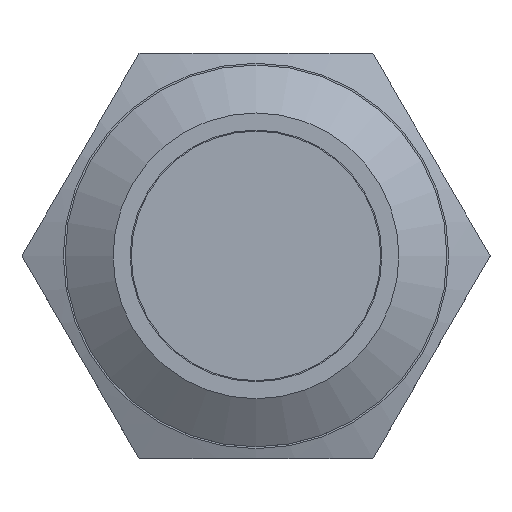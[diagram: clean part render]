
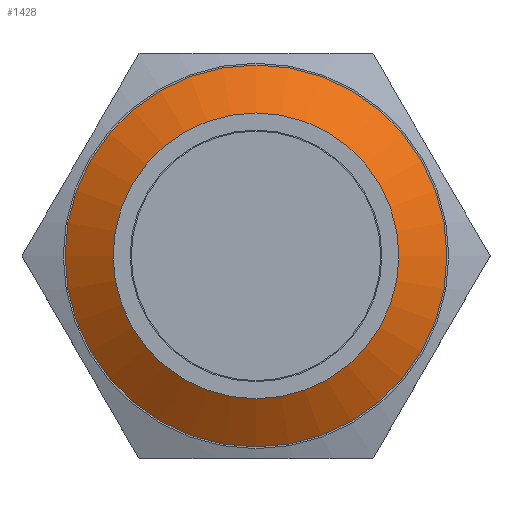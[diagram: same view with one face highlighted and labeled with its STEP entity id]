
A CAD part, top view. The second image highlights one B-rep face of the part: STEP entity #1428.
In plain terms, the highlighted conical face has half-angle 56.31 degrees and reference radius 6.7 mm.
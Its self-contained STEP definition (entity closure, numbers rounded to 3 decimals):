
#1086=CONICAL_SURFACE('',#3278,6.7,56.31);
#1428=ADVANCED_FACE('',(#1632,#1633),#1086,.T.);
#1632=FACE_BOUND('',#1806,.T.);
#1633=FACE_BOUND('',#1807,.T.);
#1806=EDGE_LOOP('',(#2283));
#1807=EDGE_LOOP('',(#2284));
#2283=ORIENTED_EDGE('',*,*,#2940,.F.);
#2284=ORIENTED_EDGE('',*,*,#2941,.F.);
#2659=VERTEX_POINT('',#9390);
#2660=VERTEX_POINT('',#9393);
#2940=EDGE_CURVE('',#2659,#2659,#3107,.T.);
#2941=EDGE_CURVE('',#2660,#2660,#3108,.T.);
#3107=CIRCLE('',#3272,8.95);
#3108=CIRCLE('',#3274,6.7);
#3272=AXIS2_PLACEMENT_3D('',#9389,#3731,#3732);
#3274=AXIS2_PLACEMENT_3D('',#9392,#3735,#3736);
#3278=AXIS2_PLACEMENT_3D('',#9403,#3744,#3745);
#3731=DIRECTION('',(0.,0.,-1.));
#3732=DIRECTION('',(1.,0.,0.));
#3735=DIRECTION('',(0.,0.,1.));
#3736=DIRECTION('',(1.,0.,0.));
#3744=DIRECTION('',(0.,0.,-1.));
#3745=DIRECTION('',(-1.,0.,0.));
#9389=CARTESIAN_POINT('',(0.,0.,27.561));
#9390=CARTESIAN_POINT('',(8.95,0.,27.561));
#9392=CARTESIAN_POINT('',(0.,0.,29.061));
#9393=CARTESIAN_POINT('',(6.7,0.,29.061));
#9403=CARTESIAN_POINT('',(0.,0.,29.061));
